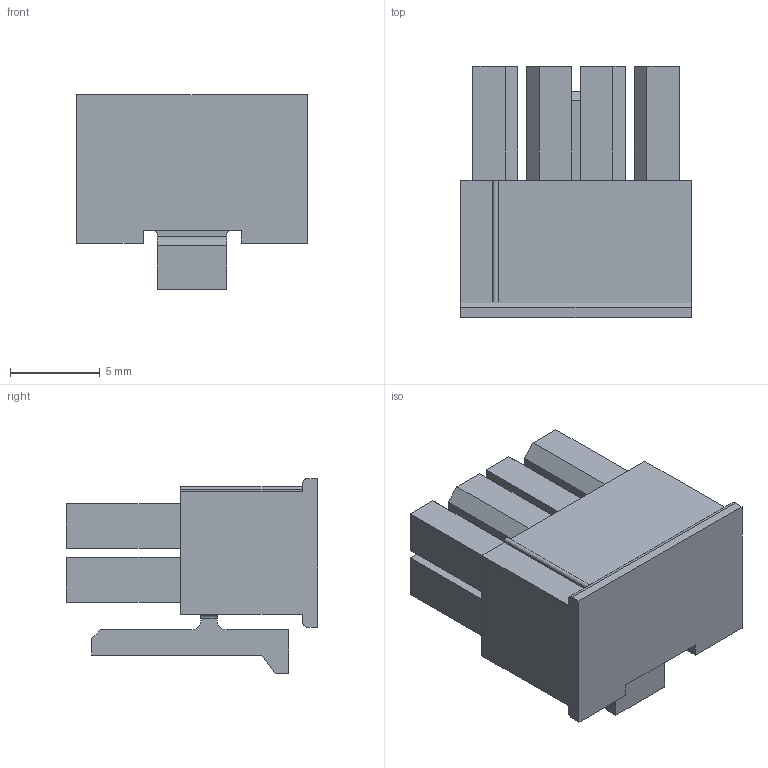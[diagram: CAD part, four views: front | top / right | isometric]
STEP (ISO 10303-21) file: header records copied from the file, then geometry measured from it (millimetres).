
FILE_DESCRIPTION((''),'2;1');
FILE_NAME('430250800','2013-10-10T',('me'),(''),'PRO/ENGINEER BY PARAMETRIC TECHNOLOGY CORPORATION, 2011490','PRO/ENGINEER BY PARAMETRIC TECHNOLOGY CORPORATION, 2011490','');
FILE_SCHEMA(('CONFIG_CONTROL_DESIGN'));
Length unit declared in the file: millimetre
Products named in the file (1): 430250800
Bounding box: 12.85 x 14 x 10.85 mm (x, y, z)
Volume: 961.1 mm3; surface area: 1395 mm2
Topology: 1 solids, 1 shells, 140 faces, 363 edges, 242 vertices
Faces by surface type: plane 132, cylinder 8
Entity records: 4245 total; most frequent: CARTESIAN_POINT 746, ORIENTED_EDGE 726, DIRECTION 661, EDGE_CURVE 363, VECTOR 347, LINE 347, VERTEX_POINT 242, AXIS2_PLACEMENT_3D 157
